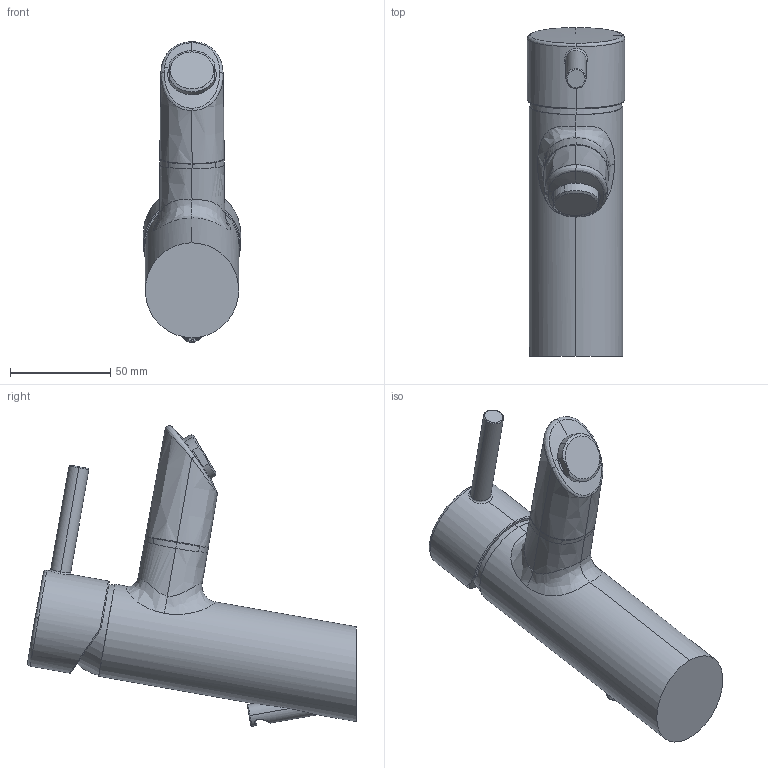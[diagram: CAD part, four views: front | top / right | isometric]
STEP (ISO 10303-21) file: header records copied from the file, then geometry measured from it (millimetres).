
FILE_DESCRIPTION (( 'STEP AP203' ), '1' );
FILE_NAME ('52562277.STEP', '2018-01-26T08:18:45', ( '' ), ( '' ), 'SwSTEP 2.0', 'SolidWorks 2016', '' );
FILE_SCHEMA (( 'CONFIG_CONTROL_DESIGN' ));
Length unit declared in the file: millimetre
Products named in the file (1): 52562277
Bounding box: 48.5 x 163.81 x 149.79 mm (x, y, z)
Volume: 346426 mm3; surface area: 37475.8 mm2
Topology: 1 solids, 1 shells, 96 faces, 254 edges, 160 vertices
Faces by surface type: bspline 64, cylinder 15, plane 11, cone 4, torus 2
Entity records: 12740 total; most frequent: CARTESIAN_POINT 10831, ORIENTED_EDGE 508, EDGE_CURVE 254, DIRECTION 178, B_SPLINE_CURVE_WITH_KNOTS 171, VERTEX_POINT 162, EDGE_LOOP 98, FACE_OUTER_BOUND 97
